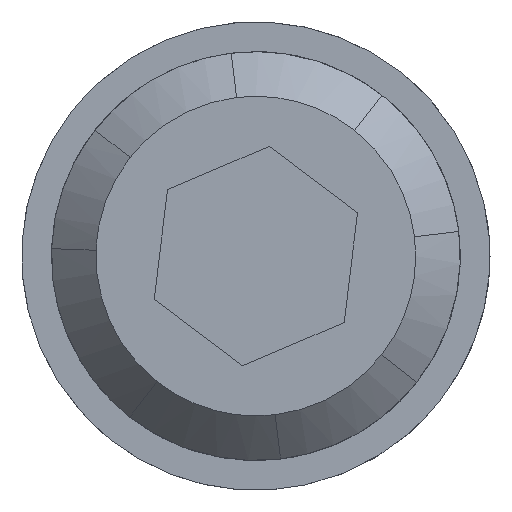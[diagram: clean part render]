
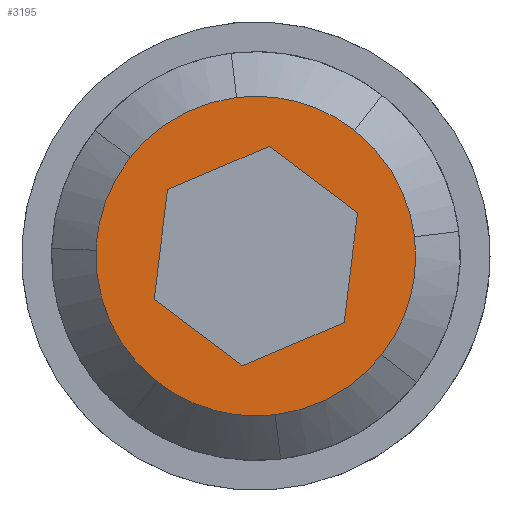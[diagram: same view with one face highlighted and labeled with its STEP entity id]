
A CAD part, left-side view. The second image highlights one B-rep face of the part: STEP entity #3195.
In plain terms, the highlighted planar face has unit normal (-1, 0, 0).
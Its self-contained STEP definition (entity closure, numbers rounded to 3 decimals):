
#2907=CARTESIAN_POINT('Vertex',(592.6,4.297,0.157)) ;
#2913=CARTESIAN_POINT('Vertex',(592.6,2.652,-3.385)) ;
#2917=CARTESIAN_POINT('Control Point',(592.6,4.297,0.157)) ;
#2918=CARTESIAN_POINT('Control Point',(592.6,4.377,-2.033)) ;
#2919=CARTESIAN_POINT('Control Point',(592.6,2.652,-3.385)) ;
#2937=CARTESIAN_POINT('Control Point',(592.6,3.392,2.643)) ;
#2938=CARTESIAN_POINT('Control Point',(592.6,4.246,1.547)) ;
#2939=CARTESIAN_POINT('Control Point',(592.6,4.297,0.157)) ;
#2940=CARTESIAN_POINT('Vertex',(592.6,3.392,2.643)) ;
#2944=CARTESIAN_POINT('Control Point',(592.6,3.385,2.652)) ;
#2945=CARTESIAN_POINT('Control Point',(592.6,3.388,2.648)) ;
#2946=CARTESIAN_POINT('Control Point',(592.6,3.392,2.643)) ;
#2947=CARTESIAN_POINT('Vertex',(592.6,3.385,2.652)) ;
#2973=CARTESIAN_POINT('Vertex',(592.6,0.518,4.269)) ;
#2977=CARTESIAN_POINT('Control Point',(592.6,0.518,4.269)) ;
#2978=CARTESIAN_POINT('Control Point',(592.6,2.287,4.054)) ;
#2979=CARTESIAN_POINT('Control Point',(592.6,3.385,2.652)) ;
#2996=CARTESIAN_POINT('Control Point',(592.6,-2.652,3.385)) ;
#2997=CARTESIAN_POINT('Control Point',(592.6,-1.25,4.483)) ;
#2998=CARTESIAN_POINT('Control Point',(592.6,0.518,4.269)) ;
#2999=CARTESIAN_POINT('Vertex',(592.6,-2.652,3.385)) ;
#3051=CARTESIAN_POINT('Vertex',(592.6,-4.269,0.518)) ;
#3055=CARTESIAN_POINT('Control Point',(592.6,-3.385,-2.652)) ;
#3056=CARTESIAN_POINT('Control Point',(592.6,-4.483,-1.25)) ;
#3057=CARTESIAN_POINT('Control Point',(592.6,-4.269,0.518)) ;
#3058=CARTESIAN_POINT('Vertex',(592.6,-3.385,-2.652)) ;
#3083=CARTESIAN_POINT('Vertex',(592.6,-0.518,-4.269)) ;
#3087=CARTESIAN_POINT('Control Point',(592.6,-0.518,-4.269)) ;
#3088=CARTESIAN_POINT('Control Point',(592.6,-2.287,-4.054)) ;
#3089=CARTESIAN_POINT('Control Point',(592.6,-3.385,-2.652)) ;
#3106=CARTESIAN_POINT('Control Point',(592.6,2.652,-3.385)) ;
#3107=CARTESIAN_POINT('Control Point',(592.6,1.25,-4.483)) ;
#3108=CARTESIAN_POINT('Control Point',(592.6,-0.518,-4.269)) ;
#3118=CARTESIAN_POINT('Axis2P3D Location',(592.6,5.508,-24.047)) ;
#3124=CARTESIAN_POINT('Control Point',(592.6,-2.652,3.385)) ;
#3125=CARTESIAN_POINT('Control Point',(592.6,-2.971,3.135)) ;
#3126=CARTESIAN_POINT('Control Point',(592.6,-3.261,2.847)) ;
#3127=CARTESIAN_POINT('Control Point',(592.6,-3.516,2.526)) ;
#3128=CARTESIAN_POINT('Control Point',(592.6,-3.873,1.946)) ;
#3129=CARTESIAN_POINT('Control Point',(592.6,-4.109,1.31)) ;
#3130=CARTESIAN_POINT('Control Point',(592.6,-4.183,1.05)) ;
#3131=CARTESIAN_POINT('Control Point',(592.6,-4.236,0.785)) ;
#3132=CARTESIAN_POINT('Control Point',(592.6,-4.269,0.518)) ;
#3145=CARTESIAN_POINT('Line Origine',(592.6,-1.547,2.058)) ;
#3149=CARTESIAN_POINT('Vertex',(592.6,-0.359,2.952)) ;
#3151=CARTESIAN_POINT('Vertex',(592.6,-2.736,1.165)) ;
#3154=CARTESIAN_POINT('Line Origine',(592.6,-2.556,-0.311)) ;
#3158=CARTESIAN_POINT('Vertex',(592.6,-2.377,-1.786)) ;
#3161=CARTESIAN_POINT('Line Origine',(592.6,-1.009,-2.369)) ;
#3165=CARTESIAN_POINT('Vertex',(592.6,0.359,-2.952)) ;
#3168=CARTESIAN_POINT('Line Origine',(592.6,1.547,-2.058)) ;
#3172=CARTESIAN_POINT('Vertex',(592.6,2.736,-1.165)) ;
#3175=CARTESIAN_POINT('Line Origine',(592.6,2.556,0.311)) ;
#3179=CARTESIAN_POINT('Vertex',(592.6,2.377,1.787)) ;
#3182=CARTESIAN_POINT('Line Origine',(592.6,1.009,2.369)) ;
#3119=DIRECTION('Axis2P3D Direction',(-1.,0.,0.)) ;
#3120=DIRECTION('Axis2P3D XDirection',(0.,-0.92,0.392)) ;
#3146=DIRECTION('Vector Direction',(0.,-0.799,-0.601)) ;
#3155=DIRECTION('Vector Direction',(0.,0.121,-0.993)) ;
#3162=DIRECTION('Vector Direction',(0.,0.92,-0.392)) ;
#3169=DIRECTION('Vector Direction',(0.,0.799,0.601)) ;
#3176=DIRECTION('Vector Direction',(0.,-0.121,0.993)) ;
#3183=DIRECTION('Vector Direction',(0.,-0.92,0.392)) ;
#3121=AXIS2_PLACEMENT_3D('Plane Axis2P3D',#3118,#3119,#3120) ;
#3135=ORIENTED_EDGE('',*,*,#2949,.F.) ;
#3136=ORIENTED_EDGE('',*,*,#2942,.F.) ;
#3137=ORIENTED_EDGE('',*,*,#2920,.F.) ;
#3138=ORIENTED_EDGE('',*,*,#3109,.F.) ;
#3139=ORIENTED_EDGE('',*,*,#3090,.F.) ;
#3140=ORIENTED_EDGE('',*,*,#3060,.F.) ;
#3141=ORIENTED_EDGE('',*,*,#3133,.F.) ;
#3142=ORIENTED_EDGE('',*,*,#3001,.F.) ;
#3143=ORIENTED_EDGE('',*,*,#2980,.F.) ;
#3188=ORIENTED_EDGE('',*,*,#3153,.T.) ;
#3189=ORIENTED_EDGE('',*,*,#3160,.T.) ;
#3190=ORIENTED_EDGE('',*,*,#3167,.T.) ;
#3191=ORIENTED_EDGE('',*,*,#3174,.T.) ;
#3192=ORIENTED_EDGE('',*,*,#3181,.T.) ;
#3193=ORIENTED_EDGE('',*,*,#3186,.T.) ;
#3194=FACE_BOUND('',#3187,.T.) ;
#3147=VECTOR('Line Direction',#3146,1.) ;
#3156=VECTOR('Line Direction',#3155,1.) ;
#3163=VECTOR('Line Direction',#3162,1.) ;
#3170=VECTOR('Line Direction',#3169,1.) ;
#3177=VECTOR('Line Direction',#3176,1.) ;
#3184=VECTOR('Line Direction',#3183,1.) ;
#3195=ADVANCED_FACE('SGM358-2PLG01.1\\Product1_AllCATPart.1\\358-2-2  open 20221125.1\\MANIFOLD_SOLID_BREP #472689',(#3144,#3194),#3122,.T.) ;
#3123=B_SPLINE_CURVE_WITH_KNOTS('',5,(#3124,#3125,#3126,#3127,#3128,#3129,#3130,#3131,#3132),.UNSPECIFIED.,.F.,.U.,(6,3,6),(0.,2.876,4.785),.UNSPECIFIED.) ;
#2920=EDGE_CURVE('',#2914,#2908,#2916,.F.) ;
#2942=EDGE_CURVE('',#2908,#2941,#2936,.F.) ;
#2949=EDGE_CURVE('',#2941,#2948,#2943,.F.) ;
#2980=EDGE_CURVE('',#2948,#2974,#2976,.F.) ;
#3001=EDGE_CURVE('',#2974,#3000,#2995,.F.) ;
#3060=EDGE_CURVE('',#3052,#3059,#3054,.F.) ;
#3090=EDGE_CURVE('',#3059,#3084,#3086,.F.) ;
#3109=EDGE_CURVE('',#3084,#2914,#3105,.F.) ;
#3133=EDGE_CURVE('',#3000,#3052,#3123,.T.) ;
#3153=EDGE_CURVE('',#3150,#3152,#3148,.T.) ;
#3160=EDGE_CURVE('',#3152,#3159,#3157,.T.) ;
#3167=EDGE_CURVE('',#3159,#3166,#3164,.T.) ;
#3174=EDGE_CURVE('',#3166,#3173,#3171,.T.) ;
#3181=EDGE_CURVE('',#3173,#3180,#3178,.T.) ;
#3186=EDGE_CURVE('',#3180,#3150,#3185,.T.) ;
#3134=EDGE_LOOP('',(#3135,#3136,#3137,#3138,#3139,#3140,#3141,#3142,#3143)) ;
#3187=EDGE_LOOP('',(#3188,#3189,#3190,#3191,#3192,#3193)) ;
#3144=FACE_OUTER_BOUND('',#3134,.T.) ;
#3148=LINE('Line',#3145,#3147) ;
#3157=LINE('Line',#3154,#3156) ;
#3164=LINE('Line',#3161,#3163) ;
#3171=LINE('Line',#3168,#3170) ;
#3178=LINE('Line',#3175,#3177) ;
#3185=LINE('Line',#3182,#3184) ;
#3122=PLANE('',#3121) ;
#2908=VERTEX_POINT('',#2907) ;
#2914=VERTEX_POINT('',#2913) ;
#2941=VERTEX_POINT('',#2940) ;
#2948=VERTEX_POINT('',#2947) ;
#2974=VERTEX_POINT('',#2973) ;
#3000=VERTEX_POINT('',#2999) ;
#3052=VERTEX_POINT('',#3051) ;
#3059=VERTEX_POINT('',#3058) ;
#3084=VERTEX_POINT('',#3083) ;
#3150=VERTEX_POINT('',#3149) ;
#3152=VERTEX_POINT('',#3151) ;
#3159=VERTEX_POINT('',#3158) ;
#3166=VERTEX_POINT('',#3165) ;
#3173=VERTEX_POINT('',#3172) ;
#3180=VERTEX_POINT('',#3179) ;
#2916=(BOUNDED_CURVE()B_SPLINE_CURVE(2,(#2917,#2918,#2919),.UNSPECIFIED.,.F.,.U.)B_SPLINE_CURVE_WITH_KNOTS((3,3),(37.363,48.482),.UNSPECIFIED.)CURVE()GEOMETRIC_REPRESENTATION_ITEM()RATIONAL_B_SPLINE_CURVE((1.,0.826,0.859))REPRESENTATION_ITEM('')) ;
#2936=(BOUNDED_CURVE()B_SPLINE_CURVE(2,(#2937,#2938,#2939),.UNSPECIFIED.,.F.,.U.)B_SPLINE_CURVE_WITH_KNOTS((3,3),(29.829,37.363),.UNSPECIFIED.)CURVE()GEOMETRIC_REPRESENTATION_ITEM()RATIONAL_B_SPLINE_CURVE((0.859,0.882,1.))REPRESENTATION_ITEM('')) ;
#2943=(BOUNDED_CURVE()B_SPLINE_CURVE(2,(#2944,#2945,#2946),.UNSPECIFIED.,.F.,.U.)B_SPLINE_CURVE_WITH_KNOTS((3,3),(29.8,29.829),.UNSPECIFIED.)CURVE()GEOMETRIC_REPRESENTATION_ITEM()RATIONAL_B_SPLINE_CURVE((0.859,0.859,0.859))REPRESENTATION_ITEM('')) ;
#2976=(BOUNDED_CURVE()B_SPLINE_CURVE(2,(#2977,#2978,#2979),.UNSPECIFIED.,.F.,.U.)B_SPLINE_CURVE_WITH_KNOTS((3,3),(41.049,51.311),.UNSPECIFIED.)CURVE()GEOMETRIC_REPRESENTATION_ITEM()RATIONAL_B_SPLINE_CURVE((1.,0.854,0.854))REPRESENTATION_ITEM('')) ;
#2995=(BOUNDED_CURVE()B_SPLINE_CURVE(2,(#2996,#2997,#2998),.UNSPECIFIED.,.F.,.U.)B_SPLINE_CURVE_WITH_KNOTS((3,3),(30.787,41.049),.UNSPECIFIED.)CURVE()GEOMETRIC_REPRESENTATION_ITEM()RATIONAL_B_SPLINE_CURVE((0.854,0.854,1.))REPRESENTATION_ITEM('')) ;
#3054=(BOUNDED_CURVE()B_SPLINE_CURVE(2,(#3055,#3056,#3057),.UNSPECIFIED.,.F.,.U.)B_SPLINE_CURVE_WITH_KNOTS((3,3),(27.563,36.751),.UNSPECIFIED.)CURVE()GEOMETRIC_REPRESENTATION_ITEM()RATIONAL_B_SPLINE_CURVE((0.854,0.854,1.))REPRESENTATION_ITEM('')) ;
#3086=(BOUNDED_CURVE()B_SPLINE_CURVE(2,(#3087,#3088,#3089),.UNSPECIFIED.,.F.,.U.)B_SPLINE_CURVE_WITH_KNOTS((3,3),(35.747,44.683),.UNSPECIFIED.)CURVE()GEOMETRIC_REPRESENTATION_ITEM()RATIONAL_B_SPLINE_CURVE((1.,0.854,0.854))REPRESENTATION_ITEM('')) ;
#3105=(BOUNDED_CURVE()B_SPLINE_CURVE(2,(#3106,#3107,#3108),.UNSPECIFIED.,.F.,.U.)B_SPLINE_CURVE_WITH_KNOTS((3,3),(26.81,35.747),.UNSPECIFIED.)CURVE()GEOMETRIC_REPRESENTATION_ITEM()RATIONAL_B_SPLINE_CURVE((0.854,0.854,1.))REPRESENTATION_ITEM('')) ;
